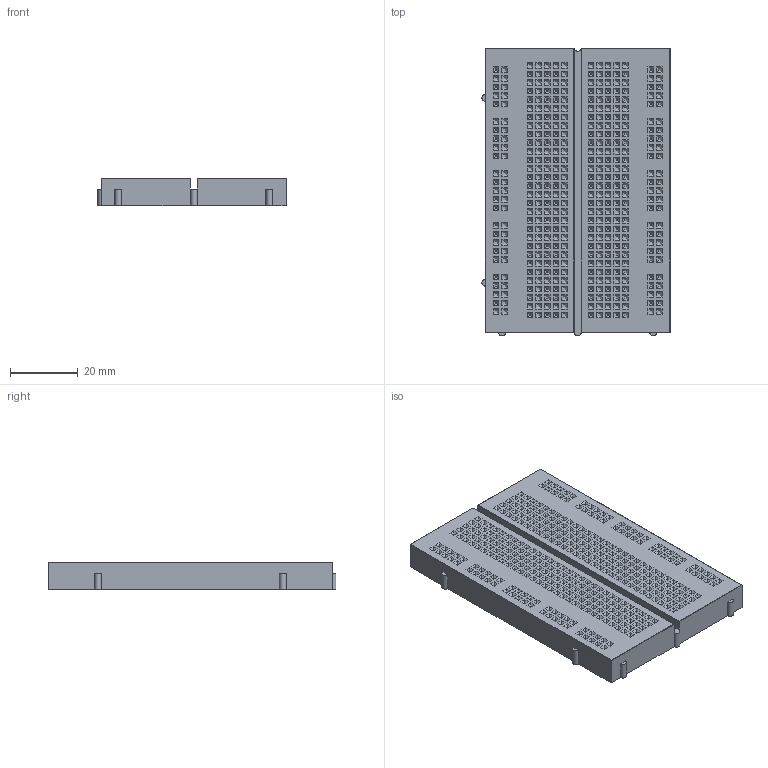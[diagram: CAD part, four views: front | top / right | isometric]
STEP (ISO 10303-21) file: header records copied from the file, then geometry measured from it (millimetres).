
FILE_DESCRIPTION(/* description */ ('STEP AP242','CAx-IF Rec.Pracs.---Representation and Presentation of Product Manufacturing Information (PMI)---4.0---2014-10-13','CAx-IF Rec.Pracs.---3D Tessellated Geometry---0.4---2014-09-14','2;1'),/* implementation_level */ '2;1');
FILE_NAME(/* name */ 'Assembly 1 (128)',/* time_stamp */ '2025-01-01T15:34:05Z',/* author */ (''),/* organization */ (''),/* preprocessor_version */ 'ST-DEVELOPER v20',/* originating_system */ 'ONSHAPE BY PTC INC, 1.191',/* authorisation */ ' ');
FILE_SCHEMA (('AP242_MANAGED_MODEL_BASED_3D_ENGINEERING_MIM_LF { 1 0 10303 442 1 1 4 }'));
Products named in the file (1): id2
Bounding box: 55.6 x 85 x 8.15 mm (x, y, z)
Volume: 36022.1 mm3; surface area: 17074.1 mm2
Topology: 1 solids, 1 shells, 3638 faces, 8096 edges, 4860 vertices
Faces by surface type: plane 3628, cylinder 10
Entity records: 96337 total; most frequent: CARTESIAN_POINT 16595, ORIENTED_EDGE 16192, DIRECTION 15394, EDGE_CURVE 8096, LINE 8076, VECTOR 8076, VERTEX_POINT 4860, EDGE_LOOP 4038
